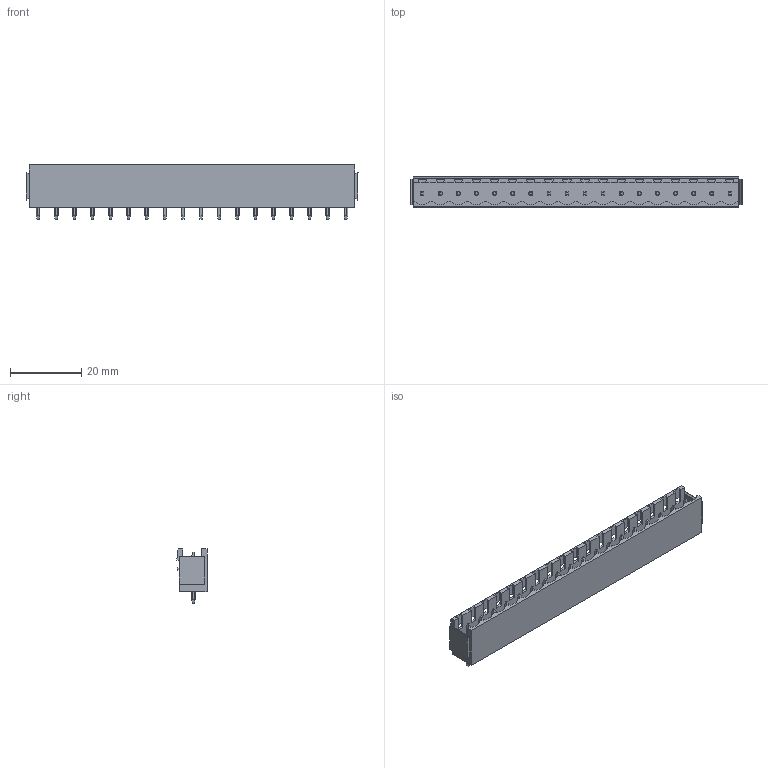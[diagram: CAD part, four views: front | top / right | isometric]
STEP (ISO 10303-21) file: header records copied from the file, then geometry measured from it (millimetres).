
FILE_DESCRIPTION(('CATIA V5 STEP Exchange','CAx-IF Rec.Pracs.--- Model Styling and Organization---1.2---2011-12-15'),'2;1');
FILE_NAME ('D1449088_0', '2018-10-27T04:28:34+00:00', ('none'), ('Weidmueller'), 'CATIA Version 5-6 Release 2014', 'CATIA V5 STEP AP214', 'none');
FILE_SCHEMA(('AUTOMOTIVE_DESIGN { 1 0 10303 214 1 1 1 1 }'));
Length unit declared in the file: millimetre
Products named in the file (1): 1147830000
Bounding box: 93.2 x 8.43 x 15.2 mm (x, y, z)
Volume: 4257.4 mm3; surface area: 6922.3 mm2
Topology: 19 solids, 19 shells, 695 faces, 2082 edges, 1389 vertices
Faces by surface type: plane 531, cylinder 164
Entity records: 21674 total; most frequent: CARTESIAN_POINT 4866, ORIENTED_EDGE 4164, DIRECTION 2422, EDGE_CURVE 2082, VECTOR 1462, LINE 1462, VERTEX_POINT 1389, EDGE_LOOP 731
